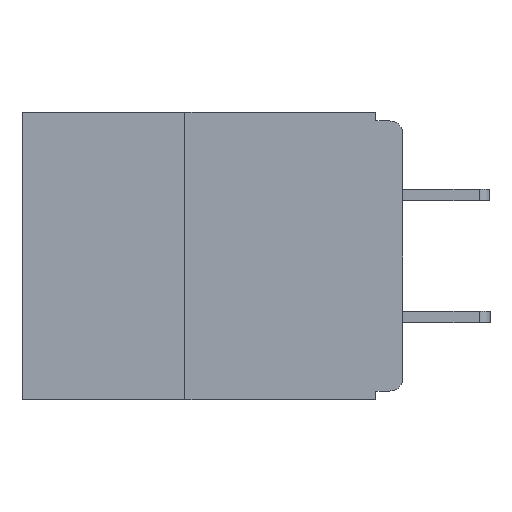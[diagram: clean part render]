
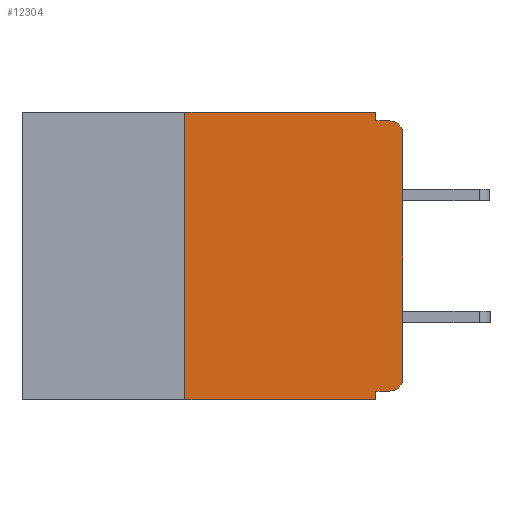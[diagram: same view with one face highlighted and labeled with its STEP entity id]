
A CAD part, left-side view. The second image highlights one B-rep face of the part: STEP entity #12304.
In plain terms, the highlighted planar face has unit normal (-1, 0, 0).
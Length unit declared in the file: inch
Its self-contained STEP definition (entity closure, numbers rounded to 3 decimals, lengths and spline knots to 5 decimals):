
#51 = VECTOR ( 'NONE', #3970, 39.37008 ) ;
#515 = LINE ( 'NONE', #15257, #21101 ) ;
#539 = EDGE_LOOP ( 'NONE', ( #9450, #10069, #15654, #11254, #16252, #21415, #13323, #3665, #4877, #10110 ) ) ;
#827 = FACE_OUTER_BOUND ( 'NONE', #539, .T. ) ;
#1073 = CARTESIAN_POINT ( 'NONE',  ( 0., 0.437, 0. ) ) ;
#1368 = DIRECTION ( 'NONE',  ( 0., 0., -1. ) ) ;
#1390 = CARTESIAN_POINT ( 'NONE',  ( 0., 0.437, 0. ) ) ;
#1438 = VERTEX_POINT ( 'NONE', #6052 ) ;
#1777 = DIRECTION ( 'NONE',  ( 0., 0., -1. ) ) ;
#1779 = CARTESIAN_POINT ( 'NONE',  ( 0., 0., 0. ) ) ;
#2193 = CARTESIAN_POINT ( 'NONE',  ( 0., 0.015, -0.01 ) ) ;
#2346 = VERTEX_POINT ( 'NONE', #2193 ) ;
#2821 = DIRECTION ( 'NONE',  ( 0., -1., 0. ) ) ;
#3051 = CARTESIAN_POINT ( 'NONE',  ( 0., 0.031, 0. ) ) ;
#3656 = LINE ( 'NONE', #4108, #23546 ) ;
#3665 = ORIENTED_EDGE ( 'NONE', *, *, #11743, .F. ) ;
#3769 = DIRECTION ( 'NONE',  ( 0., 0., 1. ) ) ;
#3970 = DIRECTION ( 'NONE',  ( 0., 0., 1. ) ) ;
#4048 = CARTESIAN_POINT ( 'NONE',  ( 0., 0.25, -0.33 ) ) ;
#4108 = CARTESIAN_POINT ( 'NONE',  ( 0., 0.437, -0.33 ) ) ;
#4877 = ORIENTED_EDGE ( 'NONE', *, *, #12515, .F. ) ;
#5689 = DIRECTION ( 'NONE',  ( 0., 1., 0. ) ) ;
#5742 = CARTESIAN_POINT ( 'NONE',  ( 0., 0.031, -0.32 ) ) ;
#5880 = EDGE_CURVE ( 'NONE', #12938, #22328, #3656, .T. ) ;
#5908 = CARTESIAN_POINT ( 'NONE',  ( 0., 0., -0.305 ) ) ;
#6052 = CARTESIAN_POINT ( 'NONE',  ( 0., 0.031, 0. ) ) ;
#6186 = AXIS2_PLACEMENT_3D ( 'NONE', #12920, #12884, #12855 ) ;
#6630 = VERTEX_POINT ( 'NONE', #17910 ) ;
#6881 = LINE ( 'NONE', #1779, #11457 ) ;
#6955 = CARTESIAN_POINT ( 'NONE',  ( 0., 0., -0.01 ) ) ;
#7008 = PLANE ( 'NONE',  #20776 ) ;
#7139 = CARTESIAN_POINT ( 'NONE',  ( 0., 0.25, -0.33 ) ) ;
#8986 = DIRECTION ( 'NONE',  ( 0., 0., -1. ) ) ;
#9450 = ORIENTED_EDGE ( 'NONE', *, *, #23698, .T. ) ;
#9914 = EDGE_CURVE ( 'NONE', #21885, #2346, #15471, .T. ) ;
#9942 = VECTOR ( 'NONE', #18797, 39.37008 ) ;
#10069 = ORIENTED_EDGE ( 'NONE', *, *, #9914, .T. ) ;
#10102 = CARTESIAN_POINT ( 'NONE',  ( 0., 0.031, -0.33 ) ) ;
#10110 = ORIENTED_EDGE ( 'NONE', *, *, #14306, .T. ) ;
#10528 = LINE ( 'NONE', #1390, #9942 ) ;
#11254 = ORIENTED_EDGE ( 'NONE', *, *, #15385, .F. ) ;
#11457 = VECTOR ( 'NONE', #3769, 39.37008 ) ;
#11743 = EDGE_CURVE ( 'NONE', #18005, #22328, #23838, .T. ) ;
#12304 = ADVANCED_FACE ( 'NONE', ( #827 ), #7008, .F. ) ;
#12354 = CARTESIAN_POINT ( 'NONE',  ( 0., 0.015, -0.32 ) ) ;
#12515 = EDGE_CURVE ( 'NONE', #14009, #18005, #515, .T. ) ;
#12855 = DIRECTION ( 'NONE',  ( 0., 0., -1. ) ) ;
#12884 = DIRECTION ( 'NONE',  ( -1., 0., 0. ) ) ;
#12920 = CARTESIAN_POINT ( 'NONE',  ( 0., 0.015, -0.025 ) ) ;
#12938 = VERTEX_POINT ( 'NONE', #7139 ) ;
#12981 = EDGE_CURVE ( 'NONE', #24903, #1438, #10528, .T. ) ;
#13323 = ORIENTED_EDGE ( 'NONE', *, *, #5880, .T. ) ;
#13387 = DIRECTION ( 'NONE',  ( -1., 0., 0. ) ) ;
#13807 = EDGE_CURVE ( 'NONE', #12938, #24903, #20029, .T. ) ;
#13921 = LINE ( 'NONE', #3051, #24140 ) ;
#14009 = VERTEX_POINT ( 'NONE', #12354 ) ;
#14306 = EDGE_CURVE ( 'NONE', #14009, #18080, #23915, .T. ) ;
#14578 = DIRECTION ( 'NONE',  ( 0., 0., -1. ) ) ;
#15257 = CARTESIAN_POINT ( 'NONE',  ( 0., 0., -0.32 ) ) ;
#15385 = EDGE_CURVE ( 'NONE', #1438, #6630, #13921, .T. ) ;
#15471 = CIRCLE ( 'NONE', #6186, 0.015 ) ;
#15654 = ORIENTED_EDGE ( 'NONE', *, *, #21277, .F. ) ;
#16252 = ORIENTED_EDGE ( 'NONE', *, *, #12981, .F. ) ;
#16992 = CARTESIAN_POINT ( 'NONE',  ( 0., 0.25, 0. ) ) ;
#17910 = CARTESIAN_POINT ( 'NONE',  ( 0., 0.031, -0.01 ) ) ;
#18005 = VERTEX_POINT ( 'NONE', #5742 ) ;
#18080 = VERTEX_POINT ( 'NONE', #5908 ) ;
#18322 = CARTESIAN_POINT ( 'NONE',  ( 0., 0., -0.025 ) ) ;
#18436 = DIRECTION ( 'NONE',  ( 0., -1., 0. ) ) ;
#18797 = DIRECTION ( 'NONE',  ( 0., -1., 0. ) ) ;
#19636 = VECTOR ( 'NONE', #18436, 39.37008 ) ;
#20029 = LINE ( 'NONE', #4048, #51 ) ;
#20456 = DIRECTION ( 'NONE',  ( 1., 0., 0. ) ) ;
#20776 = AXIS2_PLACEMENT_3D ( 'NONE', #1073, #20456, #8986 ) ;
#21101 = VECTOR ( 'NONE', #5689, 39.37008 ) ;
#21277 = EDGE_CURVE ( 'NONE', #6630, #2346, #24714, .T. ) ;
#21415 = ORIENTED_EDGE ( 'NONE', *, *, #13807, .F. ) ;
#21885 = VERTEX_POINT ( 'NONE', #18322 ) ;
#22328 = VERTEX_POINT ( 'NONE', #10102 ) ;
#22578 = AXIS2_PLACEMENT_3D ( 'NONE', #24856, #13387, #1777 ) ;
#22662 = CARTESIAN_POINT ( 'NONE',  ( 0., 0.031, -0.33 ) ) ;
#23238 = VECTOR ( 'NONE', #1368, 39.37008 ) ;
#23546 = VECTOR ( 'NONE', #2821, 39.37008 ) ;
#23698 = EDGE_CURVE ( 'NONE', #18080, #21885, #6881, .T. ) ;
#23838 = LINE ( 'NONE', #22662, #23238 ) ;
#23915 = CIRCLE ( 'NONE', #22578, 0.015 ) ;
#24140 = VECTOR ( 'NONE', #14578, 39.37008 ) ;
#24714 = LINE ( 'NONE', #6955, #19636 ) ;
#24856 = CARTESIAN_POINT ( 'NONE',  ( 0., 0.015, -0.305 ) ) ;
#24903 = VERTEX_POINT ( 'NONE', #16992 ) ;
